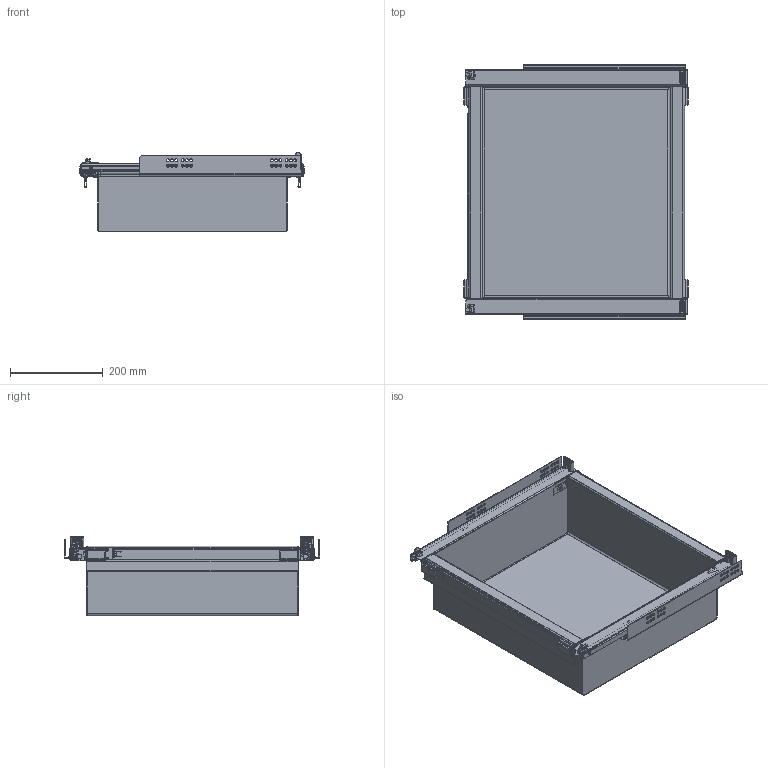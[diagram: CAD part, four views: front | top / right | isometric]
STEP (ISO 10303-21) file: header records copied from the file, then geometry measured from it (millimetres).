
FILE_DESCRIPTION (( 'STEP AP214' ), '1' );
FILE_NAME ('17_42077014 CJTO BOLSA 500.STEP', '2022-07-26T12:07:57', ( '' ), ( '' ), 'SwSTEP 2.0', 'SolidWorks 2018', '' );
FILE_SCHEMA (( 'AUTOMOTIVE_DESIGN' ));
Length unit declared in the file: millimetre
Products named in the file (37): Copia de CENTRO V6.470 IZQDA^Copia de Copia de QUADRO V6.470 EB12.5 SS2 IZQDA_17_42077014 CJTO BOLSA 500; FIJACION BOLSA DCHA DEL.ipt; Copia de Copia de QUADRO V6.470 EB12.5 SS2 DCHA^17_42077014 CJTO BOLSA 500; bolsa 600 ala mod montada^17_42077014 CJTO BOLSA 500; Copia de Copia de QUADRO V6.470 EB12.5 SS2 IZQDA^17_42077014 CJTO BOLSA 500; EMB FIJ BOLSA_ArmarioDefinitivo.ipt; FIJ BOLSA IZQDA DEL^17_42077014 CJTO BOLSA 500; ACCESORIO ADAPTADOR 9.ipt; Copia de piston DERECHA^Copia de Copia de QUADRO V6.470 EB12.5 SS2 DCHA_17_42077014 CJTO BOLSA 500; tapon trasero IZQDO.ipt; LATERAL tolva DCHA C.iam; PLETINA DCHA tolva C.ipt; LOGO 30x30_ArmarioDefinitivo.ipt; LATERAL IZQDA TOLVA.iam; TUBO 25 TOLVA.ipt; Copia de FUNDA V6.470 DCHA^Copia de Copia de QUADRO V6.470 EB12.5 SS2 DCHA_17_42077014 CJTO BOLSA 500; tapon trasero DCHO.ipt; Copia de piston IZQDA^Copia de Copia de QUADRO V6.470 EB12.5 SS2 IZQDA_17_42077014 CJTO BOLSA 500; tubo tolva C.ipt; click derecho G_SIM_ArmarioDefinitivo.ipt; FALDA 500-600^17_42077014 CJTO BOLSA 500; Copia de CENTRO V6^Copia de Copia de QUADRO V6.470 EB12.5 SS2 DCHA_17_42077014 CJTO BOLSA 500; 17_42077014 CJTO BOLSA 500; S0035308 hulstalogo 30x30.ipt; Copia de MEDIO V6.470 EB 12.5 SS2 DCHA^Copia de Copia de QUADRO V6.470 EB12.5 SS2 DCHA_17_42077014 CJTO BOLSA 500; F CONTERA PANT.ipt; gu燰 tubo.ipt; click fijacion 30x30_ArmarioDefinitivo.ipt; soldadura 1.ipt; FIJACION BOLSA IZQDA DEL.ipt; PLETINA IZQDA tolva C.ipt; FIJ BOLSA DCHA DEL^17_42077014 CJTO BOLSA 500; LOGO 30x30_ArmarioDefinitivo.iam; click derecho G.ipt; Copia de MEDIO V6.470 EB 12.5 SS2 IZQDA^Copia de Copia de QUADRO V6.470 EB12.5 SS2 IZQDA_17_42077014 CJTO BOLSA 500; tirador 6.ipt; Copia de FUNDA V6.470 IZQDA^Copia de Copia de QUADRO V6.470 EB12.5 SS2 IZQDA_17_42077014 CJTO BOLSA 500
Assembly tree (44 placements, depth 4):
  17_42077014 CJTO BOLSA 500
    FALDA 500-600^17_42077014 CJTO BOLSA 500
      LATERAL tolva DCHA C.iam
        PLETINA DCHA tolva C.ipt
        tubo tolva C.ipt
        gu燰 tubo.ipt  x2
        tapon trasero DCHO.ipt
      LATERAL IZQDA TOLVA.iam
        PLETINA IZQDA tolva C.ipt
        TUBO 25 TOLVA.ipt
        F CONTERA PANT.ipt  x2
        soldadura 1.ipt  x2
        tapon trasero IZQDO.ipt
      click derecho G_SIM_ArmarioDefinitivo.ipt
      tirador 6.ipt  x2
      LOGO 30x30_ArmarioDefinitivo.iam  x2
        click fijacion 30x30_ArmarioDefinitivo.ipt
        LOGO 30x30_ArmarioDefinitivo.ipt
        S0035308 hulstalogo 30x30.ipt
      ACCESORIO ADAPTADOR 9.ipt  x2
    bolsa 600 ala mod montada^17_42077014 CJTO BOLSA 500
    FIJ BOLSA DCHA DEL^17_42077014 CJTO BOLSA 500  x2
      FIJACION BOLSA DCHA DEL.ipt
      EMB FIJ BOLSA_ArmarioDefinitivo.ipt
    FIJ BOLSA IZQDA DEL^17_42077014 CJTO BOLSA 500  x2
      EMB FIJ BOLSA_ArmarioDefinitivo.ipt
      FIJACION BOLSA IZQDA DEL.ipt
    Copia de Copia de QUADRO V6.470 EB12.5 SS2 DCHA^17_42077014 CJTO BOLSA 500
      Copia de MEDIO V6.470 EB 12.5 SS2 DCHA^Copia de Copia de QUADRO V6.470 EB12.5 SS2 DCHA_17_42077014 CJTO BOLSA 500
      Copia de CENTRO V6^Copia de Copia de QUADRO V6.470 EB12.5 SS2 DCHA_17_42077014 CJTO BOLSA 500
      Copia de piston DERECHA^Copia de Copia de QUADRO V6.470 EB12.5 SS2 DCHA_17_42077014 CJTO BOLSA 500
      Copia de FUNDA V6.470 DCHA^Copia de Copia de QUADRO V6.470 EB12.5 SS2 DCHA_17_42077014 CJTO BOLSA 500
    Copia de Copia de QUADRO V6.470 EB12.5 SS2 IZQDA^17_42077014 CJTO BOLSA 500
      Copia de MEDIO V6.470 EB 12.5 SS2 IZQDA^Copia de Copia de QUADRO V6.470 EB12.5 SS2 IZQDA_17_42077014 CJTO BOLSA 500
      Copia de CENTRO V6.470 IZQDA^Copia de Copia de QUADRO V6.470 EB12.5 SS2 IZQDA_17_42077014 CJTO BOLSA 500
      Copia de piston IZQDA^Copia de Copia de QUADRO V6.470 EB12.5 SS2 IZQDA_17_42077014 CJTO BOLSA 500
      Copia de FUNDA V6.470 IZQDA^Copia de Copia de QUADRO V6.470 EB12.5 SS2 IZQDA_17_42077014 CJTO BOLSA 500
  click derecho G.ipt
Bounding box: 483.11 x 549 x 171 mm (x, y, z)
Volume: 1275276 mm3; surface area: 2094058.5 mm2
Topology: 43 solids, 43 shells, 3458 faces, 9531 edges, 6075 vertices
Faces by surface type: cylinder 1552, plane 1348, bspline 313, torus 124, sphere 77, cone 44
Entity records: 88402 total; most frequent: CARTESIAN_POINT 32425, ORIENTED_EDGE 11812, DIRECTION 10795, EDGE_CURVE 5906, VERTEX_POINT 3805, AXIS2_PLACEMENT_3D 3803, VECTOR 3189, LINE 3189
